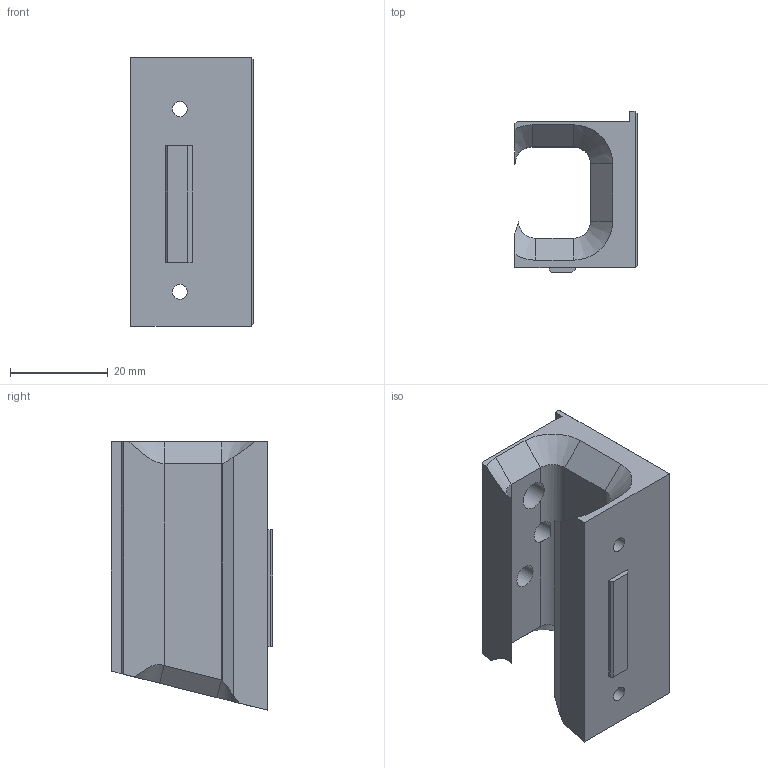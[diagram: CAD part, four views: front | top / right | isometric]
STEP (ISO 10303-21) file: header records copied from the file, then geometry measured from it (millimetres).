
FILE_DESCRIPTION(/* description */ (''),/* implementation_level */ '2;1');
FILE_NAME(/* name */ '',/* time_stamp */ '2025-08-07T12:03:42+03:00',/* author */ (''),/* organization */ (''),/* preprocessor_version */ 'ST-DEVELOPER v20.1',/* originating_system */ 'Autodesk Translation Framework v14.10.0.0',/* authorisation */ '');
FILE_SCHEMA (('AUTOMOTIVE_DESIGN { 1 0 10303 214 3 1 1 }'));
Length unit declared in the file: millimetre
Products named in the file (1): Держатиль кабель 
канала нижний
Bounding box: 25 x 33 x 55 mm (x, y, z)
Volume: 23077.7 mm3; surface area: 8746.5 mm2
Topology: 1 solids, 1 shells, 52 faces, 134 edges, 84 vertices
Faces by surface type: plane 33, cylinder 11, cone 4, bspline 4
Full cylindrical faces by diameter (mm): 3.1 x2, 4.7 x3, 6 x1
Entity records: 1859 total; most frequent: CARTESIAN_POINT 570, ORIENTED_EDGE 268, DIRECTION 237, EDGE_CURVE 134, LINE 89, VECTOR 89, VERTEX_POINT 84, AXIS2_PLACEMENT_3D 74
